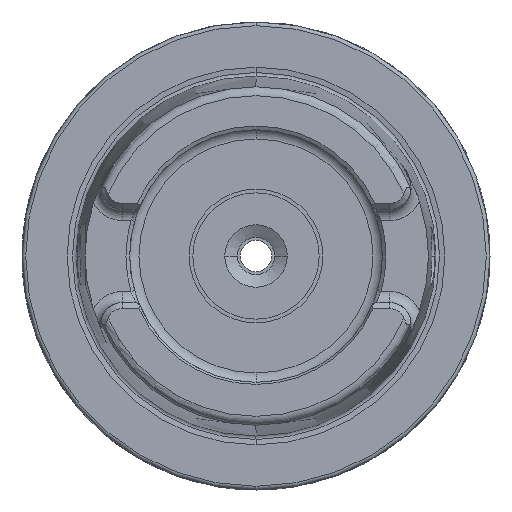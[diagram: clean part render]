
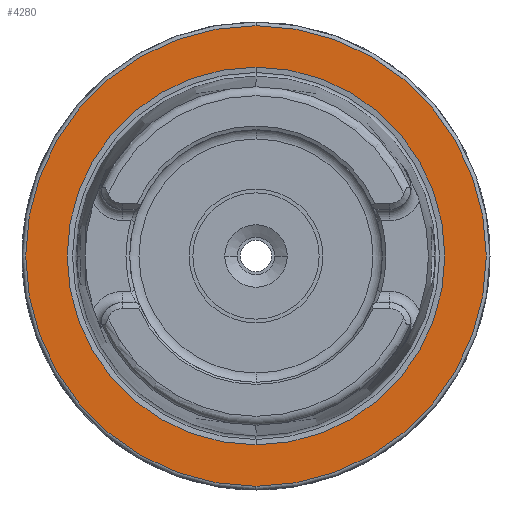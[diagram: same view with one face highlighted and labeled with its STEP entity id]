
A CAD part, left-side view. The second image highlights one B-rep face of the part: STEP entity #4280.
In plain terms, the highlighted planar face has unit normal (-1, 0, 0).
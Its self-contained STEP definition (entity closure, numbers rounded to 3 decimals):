
#1123=CARTESIAN_POINT('',(0.,0.,0.));
#1124=DIRECTION('',(1.,0.,0.));
#1125=DIRECTION('',(0.,0.,-1.));
#1126=AXIS2_PLACEMENT_3D('',#1123,#1124,#1125);
#1128=CARTESIAN_POINT('',(0.,0.,0.));
#1129=DIRECTION('',(1.,0.,0.));
#1130=DIRECTION('',(0.,0.,1.));
#1131=AXIS2_PLACEMENT_3D('',#1128,#1129,#1130);
#1133=CARTESIAN_POINT('',(0.,0.,0.));
#1134=DIRECTION('',(-1.,0.,0.));
#1135=DIRECTION('',(0.,0.,1.));
#1136=AXIS2_PLACEMENT_3D('',#1133,#1134,#1135);
#1138=CARTESIAN_POINT('',(0.,0.,0.));
#1139=DIRECTION('',(-1.,0.,0.));
#1140=DIRECTION('',(0.,0.,-1.));
#1141=AXIS2_PLACEMENT_3D('',#1138,#1139,#1140);
#2755=CARTESIAN_POINT('',(0.,0.,-25.42));
#2756=CARTESIAN_POINT('',(0.,0.,25.42));
#2757=VERTEX_POINT('',#2755);
#2758=VERTEX_POINT('',#2756);
#3084=CARTESIAN_POINT('',(0.,0.,31.));
#3085=CARTESIAN_POINT('',(0.,0.,-31.));
#3086=VERTEX_POINT('',#3084);
#3087=VERTEX_POINT('',#3085);
#4264=CARTESIAN_POINT('',(0.,0.,0.));
#4265=DIRECTION('',(1.,0.,0.));
#4266=DIRECTION('',(0.,0.,1.));
#4267=AXIS2_PLACEMENT_3D('',#4264,#4265,#4266);
#4268=PLANE('',#4267);
#4269=ORIENTED_EDGE('',*,*,#4254,.F.);
#4271=ORIENTED_EDGE('',*,*,#4270,.F.);
#4272=EDGE_LOOP('',(#4269,#4271));
#4273=FACE_OUTER_BOUND('',#4272,.F.);
#4275=ORIENTED_EDGE('',*,*,#4274,.F.);
#4277=ORIENTED_EDGE('',*,*,#4276,.F.);
#4278=EDGE_LOOP('',(#4275,#4277));
#4279=FACE_BOUND('',#4278,.F.);
#4280=ADVANCED_FACE('',(#4273,#4279),#4268,.F.);
#1127=CIRCLE('',#1126,25.42);
#1132=CIRCLE('',#1131,25.42);
#1137=CIRCLE('',#1136,31.);
#1142=CIRCLE('',#1141,31.);
#4254=EDGE_CURVE('',#3086,#3087,#1137,.T.);
#4270=EDGE_CURVE('',#3087,#3086,#1142,.T.);
#4274=EDGE_CURVE('',#2757,#2758,#1127,.T.);
#4276=EDGE_CURVE('',#2758,#2757,#1132,.T.);
